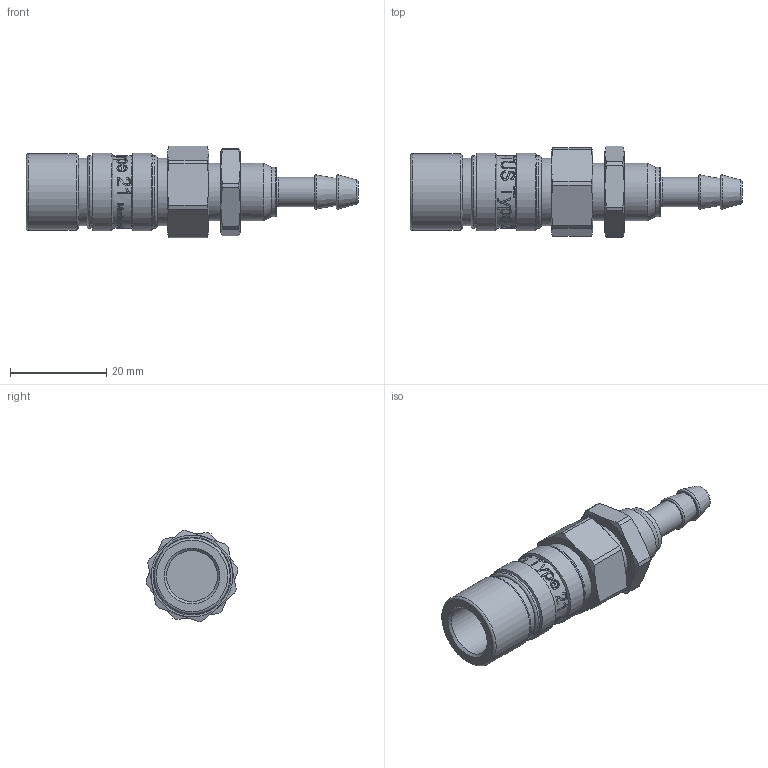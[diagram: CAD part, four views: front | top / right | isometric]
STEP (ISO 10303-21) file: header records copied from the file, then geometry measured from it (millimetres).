
FILE_DESCRIPTION((''),'2;1');
FILE_NAME('21kats06mpx0.stp','2014-04-30T13:36:51',('AS035480'),(''),'Autodesk Inventor 2013','Autodesk Inventor 2013','');
FILE_SCHEMA(('AUTOMOTIVE_DESIGN { 1 0 10303 214 1 1 1 1 }'));
Length unit declared in the file: millimetre
Products named in the file (1): D110421
Bounding box: 68.91 x 19.06 x 18.95 mm (x, y, z)
Volume: 9072.8 mm3; surface area: 5159.9 mm2
Topology: 1 solids, 2 shells, 460 faces, 1192 edges, 780 vertices
Faces by surface type: bspline 178, plane 172, cylinder 64, cone 38, torus 8
Full cylindrical faces by diameter (mm): 6.05 x1, 10.2 x1, 10.55 x1, 12 x2, 12.063 x1, 12.15 x1, 14 x4, 15.1 x3, 15.8 x1, 16.15 x2
Entity records: 59430 total; most frequent: CARTESIAN_POINT 49442, ORIENTED_EDGE 2280, DIRECTION 1345, EDGE_CURVE 1140, VERTEX_POINT 769, EDGE_LOOP 545, B_SPLINE_CURVE_WITH_KNOTS 493, AXIS2_PLACEMENT_3D 464
